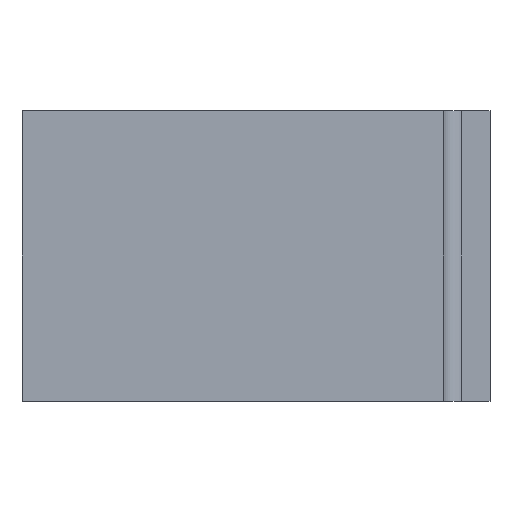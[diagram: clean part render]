
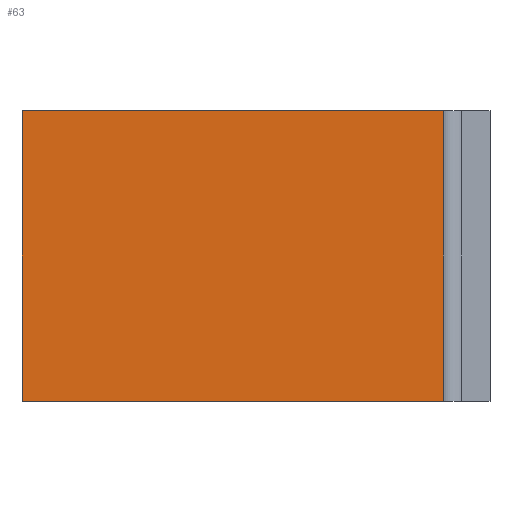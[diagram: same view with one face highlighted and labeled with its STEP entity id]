
A CAD part, front view. The second image highlights one B-rep face of the part: STEP entity #63.
In plain terms, the highlighted planar face has unit normal (0, -1, 0).
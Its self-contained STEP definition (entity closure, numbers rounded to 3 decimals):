
#47 = CARTESIAN_POINT ( 'NONE',  ( -94.975, -71., 31. ) ) ;
#60 = DIRECTION ( 'NONE',  ( 0., 0., 1. ) ) ;
#63 = ADVANCED_FACE ( 'NONE', ( #545 ), #866, .F. ) ;
#70 = ORIENTED_EDGE ( 'NONE', *, *, #1295, .F. ) ;
#111 = DIRECTION ( 'NONE',  ( 0., 1., 0. ) ) ;
#138 = DIRECTION ( 'NONE',  ( 1., 0., 0. ) ) ;
#161 = LINE ( 'NONE', #589, #238 ) ;
#225 = CARTESIAN_POINT ( 'NONE',  ( -45.025, -71., 31. ) ) ;
#238 = VECTOR ( 'NONE', #60, 1000. ) ;
#464 = LINE ( 'NONE', #47, #1176 ) ;
#471 = CARTESIAN_POINT ( 'NONE',  ( -45.025, -71., 31. ) ) ;
#487 = EDGE_LOOP ( 'NONE', ( #1152, #521, #70, #1105 ) ) ;
#521 = ORIENTED_EDGE ( 'NONE', *, *, #1381, .T. ) ;
#532 = VERTEX_POINT ( 'NONE', #1349 ) ;
#542 = EDGE_CURVE ( 'NONE', #1337, #626, #567, .T. ) ;
#545 = FACE_OUTER_BOUND ( 'NONE', #487, .T. ) ;
#567 = LINE ( 'NONE', #1133, #1144 ) ;
#589 = CARTESIAN_POINT ( 'NONE',  ( -50.025, -71., 0. ) ) ;
#626 = VERTEX_POINT ( 'NONE', #736 ) ;
#684 = AXIS2_PLACEMENT_3D ( 'NONE', #225, #111, #857 ) ;
#736 = CARTESIAN_POINT ( 'NONE',  ( -50.025, -71., 0. ) ) ;
#821 = CARTESIAN_POINT ( 'NONE',  ( -50.025, -71., 31. ) ) ;
#857 = DIRECTION ( 'NONE',  ( -1., 0., 0. ) ) ;
#866 = PLANE ( 'NONE',  #684 ) ;
#906 = CARTESIAN_POINT ( 'NONE',  ( -94.975, -71., 0. ) ) ;
#1003 = VECTOR ( 'NONE', #138, 1000. ) ;
#1011 = VERTEX_POINT ( 'NONE', #821 ) ;
#1016 = LINE ( 'NONE', #471, #1003 ) ;
#1105 = ORIENTED_EDGE ( 'NONE', *, *, #1279, .T. ) ;
#1133 = CARTESIAN_POINT ( 'NONE',  ( -45.025, -71., 0. ) ) ;
#1144 = VECTOR ( 'NONE', #1252, 1000. ) ;
#1152 = ORIENTED_EDGE ( 'NONE', *, *, #542, .T. ) ;
#1176 = VECTOR ( 'NONE', #1316, 1000. ) ;
#1252 = DIRECTION ( 'NONE',  ( 1., 0., 0. ) ) ;
#1279 = EDGE_CURVE ( 'NONE', #532, #1337, #464, .T. ) ;
#1295 = EDGE_CURVE ( 'NONE', #532, #1011, #1016, .T. ) ;
#1316 = DIRECTION ( 'NONE',  ( 0., 0., -1. ) ) ;
#1337 = VERTEX_POINT ( 'NONE', #906 ) ;
#1349 = CARTESIAN_POINT ( 'NONE',  ( -94.975, -71., 31. ) ) ;
#1381 = EDGE_CURVE ( 'NONE', #626, #1011, #161, .T. ) ;
